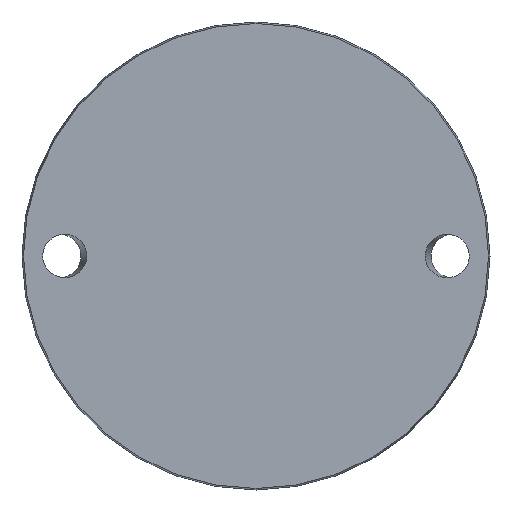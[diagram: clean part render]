
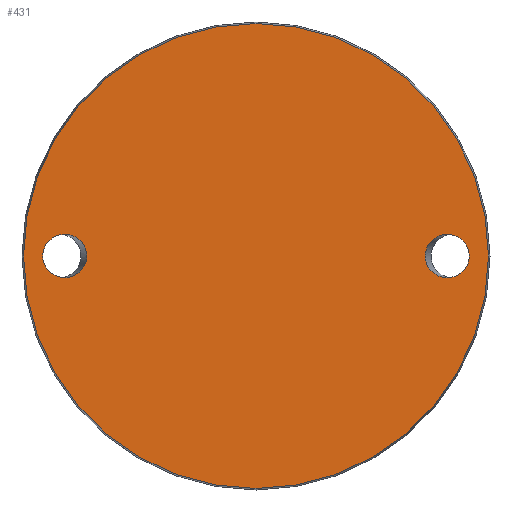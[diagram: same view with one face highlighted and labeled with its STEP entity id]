
A CAD part, front view. The second image highlights one B-rep face of the part: STEP entity #431.
In plain terms, the highlighted planar face has unit normal (0, -1, 0).
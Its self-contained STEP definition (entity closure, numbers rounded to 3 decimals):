
#16 = EDGE_CURVE ( 'NONE', #88, #88, #21, .T. ) ;
#21 =( BOUNDED_CURVE ( )  B_SPLINE_CURVE ( 3, ( #247, #28, #423, #180, #892, #412, #723 ),
 .UNSPECIFIED., .T., .F. ) 
 B_SPLINE_CURVE_WITH_KNOTS ( ( 4, 3, 4 ),
 ( 0., 3.142, 6.283 ),
 .UNSPECIFIED. ) 
 CURVE ( )  GEOMETRIC_REPRESENTATION_ITEM ( )  RATIONAL_B_SPLINE_CURVE ( ( 1., 0.333, 0.333, 1., 0.333, 0.333, 1. ) ) 
 REPRESENTATION_ITEM ( '' )  );
#28 = CARTESIAN_POINT ( 'NONE',  ( 64.385, 0., -16.5 ) ) ;
#32 = PLANE ( 'NONE',  #57 ) ;
#50 = EDGE_LOOP ( 'NONE', ( #260 ) ) ;
#57 = AXIS2_PLACEMENT_3D ( 'NONE', #115, #123, #609 ) ;
#66 = CARTESIAN_POINT ( 'NONE',  ( -64.385, 0., 0. ) ) ;
#88 = VERTEX_POINT ( 'NONE', #555 ) ;
#105 = EDGE_LOOP ( 'NONE', ( #138 ) ) ;
#115 = CARTESIAN_POINT ( 'NONE',  ( -88.425, 0., 0. ) ) ;
#123 = DIRECTION ( 'NONE',  ( 0., 1., 0. ) ) ;
#138 = ORIENTED_EDGE ( 'NONE', *, *, #16, .F. ) ;
#146 = CARTESIAN_POINT ( 'NONE',  ( -81.115, 0., 16.5 ) ) ;
#161 = VERTEX_POINT ( 'NONE', #251 ) ;
#180 = CARTESIAN_POINT ( 'NONE',  ( 81.115, 0., 0. ) ) ;
#217 = CARTESIAN_POINT ( 'NONE',  ( -81.115, 0., 0. ) ) ;
#247 = CARTESIAN_POINT ( 'NONE',  ( 64.385, 0., 0. ) ) ;
#251 = CARTESIAN_POINT ( 'NONE',  ( -81.115, 0., 0. ) ) ;
#260 = ORIENTED_EDGE ( 'NONE', *, *, #984, .T. ) ;
#307 = CARTESIAN_POINT ( 'NONE',  ( -81.115, 0., 0. ) ) ;
#329 = CARTESIAN_POINT ( 'NONE',  ( 0., 0., 0. ) ) ;
#412 = CARTESIAN_POINT ( 'NONE',  ( 64.385, 0., 16.5 ) ) ;
#423 = CARTESIAN_POINT ( 'NONE',  ( 81.115, 0., -16.5 ) ) ;
#431 = ADVANCED_FACE ( 'NONE', ( #517, #918, #828 ), #32, .F. ) ;
#517 = FACE_BOUND ( 'NONE', #762, .T. ) ;
#528 = CIRCLE ( 'NONE', #990, 88.425 ) ;
#531 = CARTESIAN_POINT ( 'NONE',  ( -81.115, 0., -16.5 ) ) ;
#555 = CARTESIAN_POINT ( 'NONE',  ( 64.385, 0., 0. ) ) ;
#588 = CARTESIAN_POINT ( 'NONE',  ( 0., 0., -88.425 ) ) ;
#609 = DIRECTION ( 'NONE',  ( 0., 0., 1. ) ) ;
#635 = ORIENTED_EDGE ( 'NONE', *, *, #930, .T. ) ;
#701 = CARTESIAN_POINT ( 'NONE',  ( -64.385, 0., 16.5 ) ) ;
#723 = CARTESIAN_POINT ( 'NONE',  ( 64.385, 0., 0. ) ) ;
#741 = VERTEX_POINT ( 'NONE', #588 ) ;
#762 = EDGE_LOOP ( 'NONE', ( #635 ) ) ;
#764 =( BOUNDED_CURVE ( )  B_SPLINE_CURVE ( 3, ( #307, #146, #701, #66, #934, #531, #217 ),
 .UNSPECIFIED., .T., .F. ) 
 B_SPLINE_CURVE_WITH_KNOTS ( ( 4, 3, 4 ),
 ( 0., 3.142, 6.283 ),
 .UNSPECIFIED. ) 
 CURVE ( )  GEOMETRIC_REPRESENTATION_ITEM ( )  RATIONAL_B_SPLINE_CURVE ( ( 1., 0.333, 0.333, 1., 0.333, 0.333, 1. ) ) 
 REPRESENTATION_ITEM ( '' )  );
#806 = DIRECTION ( 'NONE',  ( 0., -1., 0. ) ) ;
#828 = FACE_OUTER_BOUND ( 'NONE', #50, .T. ) ;
#891 = DIRECTION ( 'NONE',  ( 0., 0., -1. ) ) ;
#892 = CARTESIAN_POINT ( 'NONE',  ( 81.115, 0., 16.5 ) ) ;
#918 = FACE_BOUND ( 'NONE', #105, .T. ) ;
#930 = EDGE_CURVE ( 'NONE', #161, #161, #764, .T. ) ;
#934 = CARTESIAN_POINT ( 'NONE',  ( -64.385, 0., -16.5 ) ) ;
#984 = EDGE_CURVE ( 'NONE', #741, #741, #528, .T. ) ;
#990 = AXIS2_PLACEMENT_3D ( 'NONE', #329, #806, #891 ) ;
